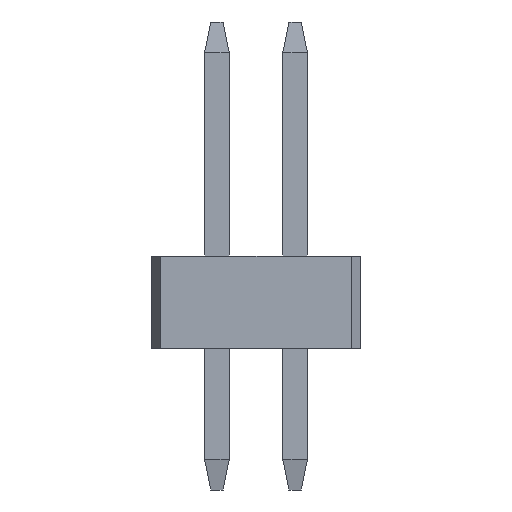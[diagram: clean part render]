
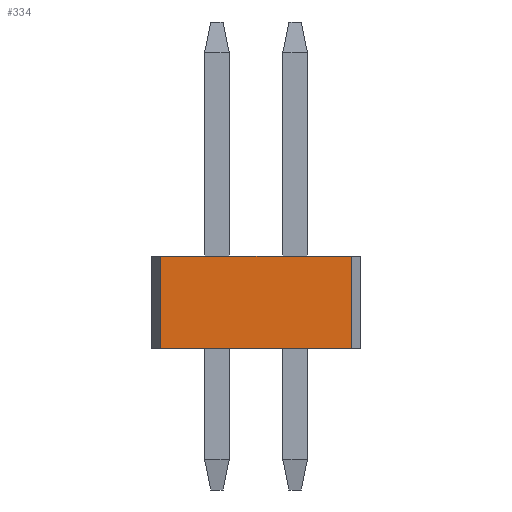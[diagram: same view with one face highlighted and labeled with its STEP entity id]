
A CAD part, left-side view. The second image highlights one B-rep face of the part: STEP entity #334.
In plain terms, the highlighted planar face has unit normal (-1, 0, 0).
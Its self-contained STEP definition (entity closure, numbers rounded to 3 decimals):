
#334=ADVANCED_FACE('',(#674),#5204,.T.);
#674=FACE_OUTER_BOUND('',#1028,.T.);
#1028=EDGE_LOOP('',(#2098,#2099,#2100,#2101));
#2098=ORIENTED_EDGE('',*,*,#3194,.F.);
#2099=ORIENTED_EDGE('',*,*,#3327,.F.);
#2100=ORIENTED_EDGE('',*,*,#3157,.F.);
#2101=ORIENTED_EDGE('',*,*,#3326,.F.);
#3157=EDGE_CURVE('',#4603,#4822,#3989,.T.);
#3194=EDGE_CURVE('',#4830,#4604,#4026,.T.);
#3326=EDGE_CURVE('',#4604,#4603,#4158,.T.);
#3327=EDGE_CURVE('',#4822,#4830,#4159,.T.);
#3989=B_SPLINE_CURVE_WITH_KNOTS('',1,(#7070,#7071),.UNSPECIFIED.,.F.,.F.,
(2,2),(0.,1.),.UNSPECIFIED.);
#4026=B_SPLINE_CURVE_WITH_KNOTS('',1,(#7144,#7145),.UNSPECIFIED.,.F.,.F.,
(2,2),(-1.,0.),.UNSPECIFIED.);
#4158=B_SPLINE_CURVE_WITH_KNOTS('',1,(#7408,#7409),.UNSPECIFIED.,.F.,.F.,
(2,2),(0.044,0.956),.UNSPECIFIED.);
#4159=B_SPLINE_CURVE_WITH_KNOTS('',1,(#7410,#7411),.UNSPECIFIED.,.F.,.F.,
(2,2),(-14.25,-11.15),.UNSPECIFIED.);
#4603=VERTEX_POINT('',#6301);
#4604=VERTEX_POINT('',#6302);
#4822=VERTEX_POINT('',#6520);
#4830=VERTEX_POINT('',#6528);
#5204=PLANE('',#5564);
#5564=AXIS2_PLACEMENT_3D('',#6250,#5907,$);
#5907=DIRECTION('',(-1.,0.,0.));
#6250=CARTESIAN_POINT('',(-4.445,-6.985,-3.165));
#6301=CARTESIAN_POINT('',(-4.445,1.55,0.01));
#6302=CARTESIAN_POINT('',(-4.445,-1.55,0.01));
#6520=CARTESIAN_POINT('',(-4.445,1.55,1.51));
#6528=CARTESIAN_POINT('',(-4.445,-1.55,1.51));
#7070=CARTESIAN_POINT('',(-4.445,1.55,0.01));
#7071=CARTESIAN_POINT('',(-4.445,1.55,1.51));
#7144=CARTESIAN_POINT('',(-4.445,-1.55,1.51));
#7145=CARTESIAN_POINT('',(-4.445,-1.55,0.01));
#7408=CARTESIAN_POINT('',(-4.445,-1.55,0.01));
#7409=CARTESIAN_POINT('',(-4.445,1.55,0.01));
#7410=CARTESIAN_POINT('',(-4.445,1.55,1.51));
#7411=CARTESIAN_POINT('',(-4.445,-1.55,1.51));
